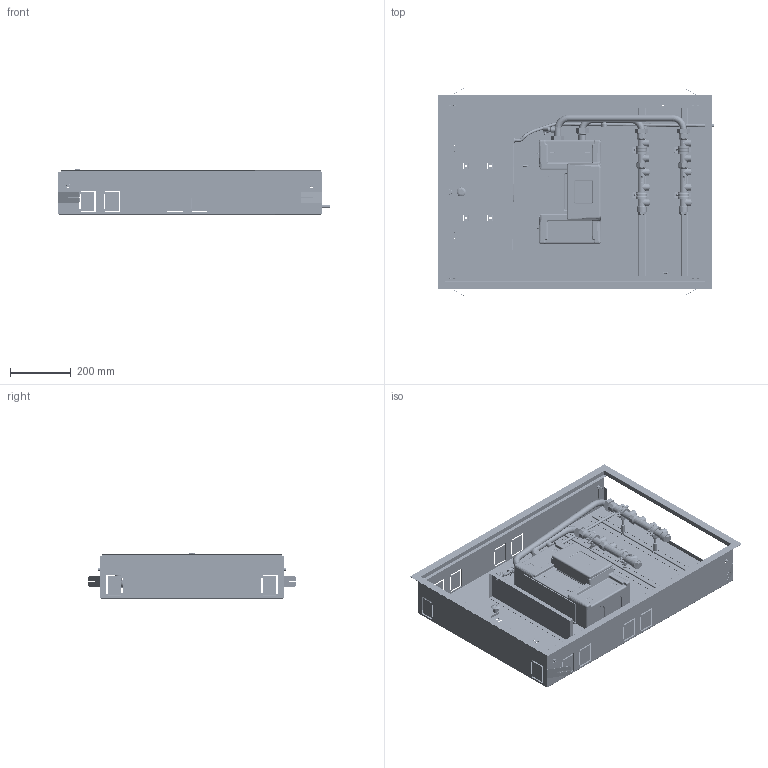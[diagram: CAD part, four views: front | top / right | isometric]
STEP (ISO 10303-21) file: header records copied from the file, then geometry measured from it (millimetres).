
FILE_DESCRIPTION(('CATIA V5 STEP Exchange','CAx-IF Rec.Pracs.--- Model Styling and Organization---1.5--- 2016-08-15','CAx-IF Rec.Pracs.---Supplemental Geometry---1.0---2011-11-01','CAx-IF Rec.Pracs.--- Composite Materials ---3.4---2017-06-13','CAx-IF Rec.Pracs.---Tessellated 3D Geometry---1.0---2015-12-17'),'2;1');
FILE_NAME('STEP_70029E_-_TST.stp','2023-09-11T09:50:21+00:00',('none'),('none'),'CATIA Version 5-6 Release 2020 SP5','CATIA V5 STEP AP242 v2','none');
FILE_SCHEMA(('AP242_MANAGED_MODEL_BASED_3D_ENGINEERING_MIM_LF {1 0 10303 442 1 1 4}'));
Products named in the file (1): 70029E - TST
Bounding box: 910.08 x 682 x 148.17 mm (x, y, z)
Volume: 8839534.5 mm3; surface area: 2811597.4 mm2
Topology: 10 solids, 24 shells, 8361 faces, 20767 edges, 12159 vertices
Faces by surface type: plane 2594, bspline 2240, cylinder 2184, torus 485, cone 484, sphere 374
Entity records: 403318 total; most frequent: CARTESIAN_POINT 238871, ORIENTED_EDGE 40634, DIRECTION 20403, EDGE_CURVE 20317, VERTEX_POINT 12157, AXIS2_PLACEMENT_3D 8969, EDGE_LOOP 8734, ADVANCED_FACE 8361
